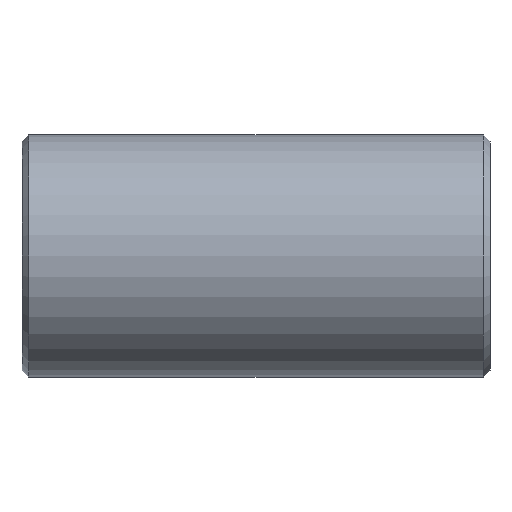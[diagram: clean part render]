
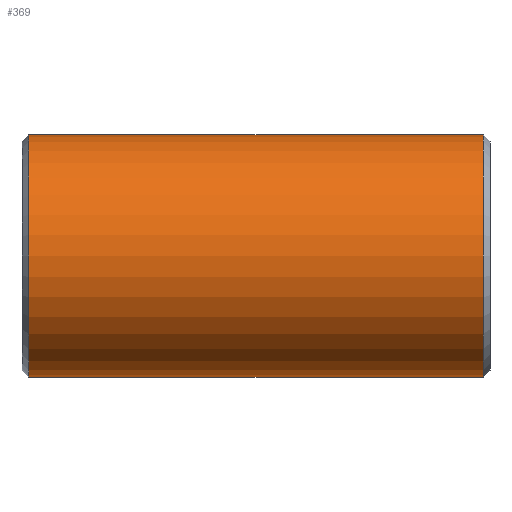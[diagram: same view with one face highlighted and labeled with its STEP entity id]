
A CAD part, front view. The second image highlights one B-rep face of the part: STEP entity #369.
In plain terms, the highlighted cylindrical face has radius 44.45 mm (diameter 88.9 mm), a partial arc.
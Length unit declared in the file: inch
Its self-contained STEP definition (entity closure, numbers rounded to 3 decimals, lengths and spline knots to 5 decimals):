
#15 = CYLINDRICAL_SURFACE ( 'NONE', #236, 1.75 ) ;
#28 = DIRECTION ( 'NONE',  ( -1., 0., 0. ) ) ;
#35 = VECTOR ( 'NONE', #28, 39.37008 ) ;
#40 = VERTEX_POINT ( 'NONE', #493 ) ;
#83 = VECTOR ( 'NONE', #355, 39.37008 ) ;
#100 = AXIS2_PLACEMENT_3D ( 'NONE', #565, #323, #558 ) ;
#109 = CARTESIAN_POINT ( 'NONE',  ( 0., 0., -1.75 ) ) ;
#128 = EDGE_CURVE ( 'NONE', #243, #40, #506, .T. ) ;
#134 = DIRECTION ( 'NONE',  ( -1., 0., 0. ) ) ;
#154 = VERTEX_POINT ( 'NONE', #401 ) ;
#160 = LINE ( 'NONE', #342, #35 ) ;
#169 = ORIENTED_EDGE ( 'NONE', *, *, #128, .F. ) ;
#173 = LINE ( 'NONE', #402, #83 ) ;
#175 = AXIS2_PLACEMENT_3D ( 'NONE', #220, #307, #550 ) ;
#198 = VECTOR ( 'NONE', #134, 39.37008 ) ;
#203 = DIRECTION ( 'NONE',  ( -1., 0., 0. ) ) ;
#220 = CARTESIAN_POINT ( 'NONE',  ( -3.28, 0., 0. ) ) ;
#236 = AXIS2_PLACEMENT_3D ( 'NONE', #339, #203, #385 ) ;
#240 = VERTEX_POINT ( 'NONE', #525 ) ;
#243 = VERTEX_POINT ( 'NONE', #109 ) ;
#246 = CARTESIAN_POINT ( 'NONE',  ( 3.28, 0., 1.75 ) ) ;
#254 = ORIENTED_EDGE ( 'NONE', *, *, #408, .T. ) ;
#263 = ORIENTED_EDGE ( 'NONE', *, *, #320, .T. ) ;
#285 = VERTEX_POINT ( 'NONE', #296 ) ;
#296 = CARTESIAN_POINT ( 'NONE',  ( 0., 0., 1.75 ) ) ;
#298 = CARTESIAN_POINT ( 'NONE',  ( 3.38, 0., 1.75 ) ) ;
#307 = DIRECTION ( 'NONE',  ( 1., 0., 0. ) ) ;
#308 = VERTEX_POINT ( 'NONE', #246 ) ;
#320 = EDGE_CURVE ( 'NONE', #308, #285, #577, .T. ) ;
#322 = CARTESIAN_POINT ( 'NONE',  ( 3.38, 0., -1.75 ) ) ;
#323 = DIRECTION ( 'NONE',  ( -1., 0., 0. ) ) ;
#339 = CARTESIAN_POINT ( 'NONE',  ( 3.38, 0., 0. ) ) ;
#342 = CARTESIAN_POINT ( 'NONE',  ( 3.38, 0., -1.75 ) ) ;
#355 = DIRECTION ( 'NONE',  ( -1., 0., 0. ) ) ;
#365 = CIRCLE ( 'NONE', #175, 1.75 ) ;
#369 = ADVANCED_FACE ( 'NONE', ( #425 ), #15, .T. ) ;
#379 = EDGE_CURVE ( 'NONE', #154, #243, #160, .T. ) ;
#385 = DIRECTION ( 'NONE',  ( 0., 0., 1. ) ) ;
#401 = CARTESIAN_POINT ( 'NONE',  ( 3.28, 0., -1.75 ) ) ;
#402 = CARTESIAN_POINT ( 'NONE',  ( 3.38, 0., 1.75 ) ) ;
#408 = EDGE_CURVE ( 'NONE', #240, #40, #365, .T. ) ;
#425 = FACE_OUTER_BOUND ( 'NONE', #448, .T. ) ;
#448 = EDGE_LOOP ( 'NONE', ( #575, #509, #263, #452, #254, #169 ) ) ;
#452 = ORIENTED_EDGE ( 'NONE', *, *, #514, .T. ) ;
#467 = CIRCLE ( 'NONE', #100, 1.75 ) ;
#493 = CARTESIAN_POINT ( 'NONE',  ( -3.28, 0., -1.75 ) ) ;
#506 = LINE ( 'NONE', #322, #198 ) ;
#509 = ORIENTED_EDGE ( 'NONE', *, *, #576, .T. ) ;
#514 = EDGE_CURVE ( 'NONE', #285, #240, #173, .T. ) ;
#525 = CARTESIAN_POINT ( 'NONE',  ( -3.28, 0., 1.75 ) ) ;
#546 = VECTOR ( 'NONE', #569, 39.37008 ) ;
#550 = DIRECTION ( 'NONE',  ( 0., 0., 1. ) ) ;
#558 = DIRECTION ( 'NONE',  ( 0., 0., -1. ) ) ;
#565 = CARTESIAN_POINT ( 'NONE',  ( 3.28, 0., 0. ) ) ;
#569 = DIRECTION ( 'NONE',  ( -1., 0., 0. ) ) ;
#575 = ORIENTED_EDGE ( 'NONE', *, *, #379, .F. ) ;
#576 = EDGE_CURVE ( 'NONE', #154, #308, #467, .T. ) ;
#577 = LINE ( 'NONE', #298, #546 ) ;
